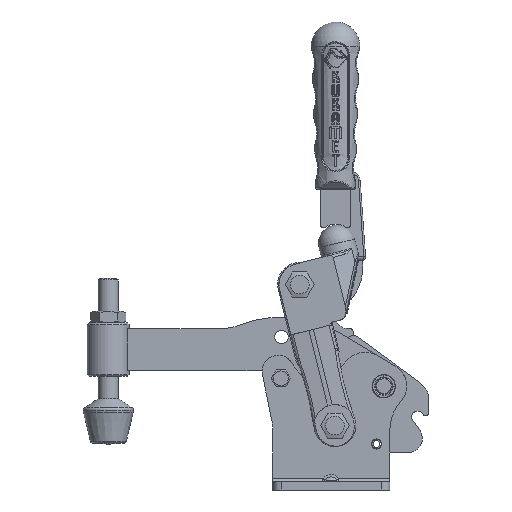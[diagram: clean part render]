
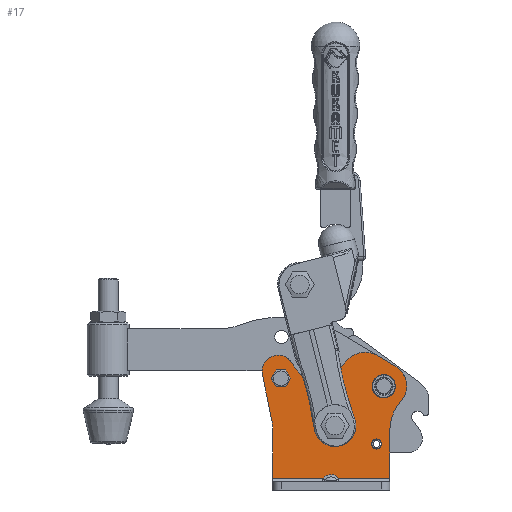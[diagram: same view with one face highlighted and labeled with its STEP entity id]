
A CAD part, front view. The second image highlights one B-rep face of the part: STEP entity #17.
In plain terms, the highlighted planar face has unit normal (0, -1, 0).
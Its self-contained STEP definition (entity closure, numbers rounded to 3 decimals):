
#17 = ADVANCED_FACE('',(#18,#139,#150,#161,#172),#222,.T.);
#18 = FACE_BOUND('',#19,.T.);
#19 = EDGE_LOOP('',(#20,#30,#39,#47,#55,#64,#73,#81,#90,#98,#107,#116,
    #124,#133));
#20 = ORIENTED_EDGE('',*,*,#21,.F.);
#21 = EDGE_CURVE('',#22,#24,#26,.T.);
#22 = VERTEX_POINT('',#23);
#23 = CARTESIAN_POINT('',(-713.666,-114.473,
    -44.));
#24 = VERTEX_POINT('',#25);
#25 = CARTESIAN_POINT('',(-743.633,-114.473,
    -44.));
#26 = LINE('',#27,#28);
#27 = CARTESIAN_POINT('',(-706.941,-114.473,
    -44.));
#28 = VECTOR('',#29,1.);
#29 = DIRECTION('',(-1.,0.,0.));
#30 = ORIENTED_EDGE('',*,*,#31,.T.);
#31 = EDGE_CURVE('',#22,#32,#34,.T.);
#32 = VERTEX_POINT('',#33);
#33 = CARTESIAN_POINT('',(-704.39,-114.473,
    -44.));
#34 = ELLIPSE('',#35,10.607,7.5);
#35 = AXIS2_PLACEMENT_3D('',#36,#37,#38);
#36 = CARTESIAN_POINT('',(-709.028,-114.473,
    -52.336));
#37 = DIRECTION('',(0.,1.,0.));
#38 = DIRECTION('',(0.,-0.,1.));
#39 = ORIENTED_EDGE('',*,*,#40,.F.);
#40 = EDGE_CURVE('',#41,#32,#43,.T.);
#41 = VERTEX_POINT('',#42);
#42 = CARTESIAN_POINT('',(-673.633,-114.473,
    -44.));
#43 = LINE('',#44,#45);
#44 = CARTESIAN_POINT('',(-706.941,-114.473,
    -44.));
#45 = VECTOR('',#46,1.);
#46 = DIRECTION('',(-1.,0.,0.));
#47 = ORIENTED_EDGE('',*,*,#48,.T.);
#48 = EDGE_CURVE('',#41,#49,#51,.T.);
#49 = VERTEX_POINT('',#50);
#50 = CARTESIAN_POINT('',(-673.633,-114.473,
    -14.933));
#51 = LINE('',#52,#53);
#52 = CARTESIAN_POINT('',(-673.633,-114.473,
    -2.467));
#53 = VECTOR('',#54,1.);
#54 = DIRECTION('',(0.,0.,1.));
#55 = ORIENTED_EDGE('',*,*,#56,.F.);
#56 = EDGE_CURVE('',#57,#49,#59,.T.);
#57 = VERTEX_POINT('',#58);
#58 = CARTESIAN_POINT('',(-667.143,-114.473,1.872
    ));
#59 = CIRCLE('',#60,25.);
#60 = AXIS2_PLACEMENT_3D('',#61,#62,#63);
#61 = CARTESIAN_POINT('',(-648.633,-114.473,
    -14.933));
#62 = DIRECTION('',(0.,-1.,0.));
#63 = DIRECTION('',(0.,0.,-1.));
#64 = ORIENTED_EDGE('',*,*,#65,.T.);
#65 = EDGE_CURVE('',#57,#66,#68,.T.);
#66 = VERTEX_POINT('',#67);
#67 = CARTESIAN_POINT('',(-670.241,-114.473,
    22.901));
#68 = CIRCLE('',#69,13.75);
#69 = AXIS2_PLACEMENT_3D('',#70,#71,#72);
#70 = CARTESIAN_POINT('',(-677.323,-114.473,
    11.115));
#71 = DIRECTION('',(0.,-1.,0.));
#72 = DIRECTION('',(0.,0.,-1.));
#73 = ORIENTED_EDGE('',*,*,#74,.T.);
#74 = EDGE_CURVE('',#66,#75,#77,.T.);
#75 = VERTEX_POINT('',#76);
#76 = CARTESIAN_POINT('',(-681.231,-114.473,
    29.504));
#77 = LINE('',#78,#79);
#78 = CARTESIAN_POINT('',(-670.241,-114.473,
    22.901));
#79 = VECTOR('',#80,1.);
#80 = DIRECTION('',(-0.857,0.,0.515));
#81 = ORIENTED_EDGE('',*,*,#82,.T.);
#82 = EDGE_CURVE('',#75,#83,#85,.T.);
#83 = VERTEX_POINT('',#84);
#84 = CARTESIAN_POINT('',(-698.341,-114.473,
    27.403));
#85 = CIRCLE('',#86,14.);
#86 = AXIS2_PLACEMENT_3D('',#87,#88,#89);
#87 = CARTESIAN_POINT('',(-688.442,-114.473,
    17.504));
#88 = DIRECTION('',(0.,-1.,0.));
#89 = DIRECTION('',(0.,0.,-1.));
#90 = ORIENTED_EDGE('',*,*,#91,.F.);
#91 = EDGE_CURVE('',#92,#83,#94,.T.);
#92 = VERTEX_POINT('',#93);
#93 = CARTESIAN_POINT('',(-706.163,-114.473,19.581
    ));
#94 = LINE('',#95,#96);
#95 = CARTESIAN_POINT('',(-706.163,-114.473,19.581
    ));
#96 = VECTOR('',#97,1.);
#97 = DIRECTION('',(0.707,0.,0.707));
#98 = ORIENTED_EDGE('',*,*,#99,.F.);
#99 = EDGE_CURVE('',#100,#92,#102,.T.);
#100 = VERTEX_POINT('',#101);
#101 = CARTESIAN_POINT('',(-731.555,-114.473,
    24.021));
#102 = CIRCLE('',#103,15.75);
#103 = AXIS2_PLACEMENT_3D('',#104,#105,#106);
#104 = CARTESIAN_POINT('',(-717.3,-114.473,
    30.718));
#105 = DIRECTION('',(0.,-1.,0.));
#106 = DIRECTION('',(0.,0.,-1.));
#107 = ORIENTED_EDGE('',*,*,#108,.T.);
#108 = EDGE_CURVE('',#100,#109,#111,.T.);
#109 = VERTEX_POINT('',#110);
#110 = CARTESIAN_POINT('',(-749.925,-114.473,
    17.889));
#111 = CIRCLE('',#112,9.75);
#112 = AXIS2_PLACEMENT_3D('',#113,#114,#115);
#113 = CARTESIAN_POINT('',(-740.38,-114.473,
    19.874));
#114 = DIRECTION('',(0.,-1.,0.));
#115 = DIRECTION('',(0.,0.,-1.));
#116 = ORIENTED_EDGE('',*,*,#117,.F.);
#117 = EDGE_CURVE('',#118,#109,#120,.T.);
#118 = VERTEX_POINT('',#119);
#119 = CARTESIAN_POINT('',(-744.157,-114.473,
    -9.842));
#120 = LINE('',#121,#122);
#121 = CARTESIAN_POINT('',(-744.157,-114.473,
    -9.842));
#122 = VECTOR('',#123,1.);
#123 = DIRECTION('',(-0.204,0.,0.979));
#124 = ORIENTED_EDGE('',*,*,#125,.F.);
#125 = EDGE_CURVE('',#126,#118,#128,.T.);
#126 = VERTEX_POINT('',#127);
#127 = CARTESIAN_POINT('',(-743.633,-114.473,
    -14.933));
#128 = CIRCLE('',#129,25.);
#129 = AXIS2_PLACEMENT_3D('',#130,#131,#132);
#130 = CARTESIAN_POINT('',(-768.633,-114.473,
    -14.933));
#131 = DIRECTION('',(0.,-1.,0.));
#132 = DIRECTION('',(0.,0.,-1.));
#133 = ORIENTED_EDGE('',*,*,#134,.T.);
#134 = EDGE_CURVE('',#126,#24,#135,.T.);
#135 = LINE('',#136,#137);
#136 = CARTESIAN_POINT('',(-743.633,-114.473,
    -2.467));
#137 = VECTOR('',#138,1.);
#138 = DIRECTION('',(0.,0.,-1.));
#139 = FACE_BOUND('',#140,.T.);
#140 = EDGE_LOOP('',(#141));
#141 = ORIENTED_EDGE('',*,*,#142,.F.);
#142 = EDGE_CURVE('',#143,#143,#145,.T.);
#143 = VERTEX_POINT('',#144);
#144 = CARTESIAN_POINT('',(-677.323,-114.473,
    4.115));
#145 = CIRCLE('',#146,7.);
#146 = AXIS2_PLACEMENT_3D('',#147,#148,#149);
#147 = CARTESIAN_POINT('',(-677.323,-114.473,
    11.115));
#148 = DIRECTION('',(0.,-1.,0.));
#149 = DIRECTION('',(0.,0.,-1.));
#150 = FACE_BOUND('',#151,.T.);
#151 = EDGE_LOOP('',(#152));
#152 = ORIENTED_EDGE('',*,*,#153,.F.);
#153 = EDGE_CURVE('',#154,#154,#156,.T.);
#154 = VERTEX_POINT('',#155);
#155 = CARTESIAN_POINT('',(-706.535,-114.473,
    -19.46));
#156 = CIRCLE('',#157,7.);
#157 = AXIS2_PLACEMENT_3D('',#158,#159,#160);
#158 = CARTESIAN_POINT('',(-706.535,-114.473,
    -12.46));
#159 = DIRECTION('',(0.,-1.,0.));
#160 = DIRECTION('',(0.,0.,-1.));
#161 = FACE_BOUND('',#162,.T.);
#162 = EDGE_LOOP('',(#163));
#163 = ORIENTED_EDGE('',*,*,#164,.F.);
#164 = EDGE_CURVE('',#165,#165,#167,.T.);
#165 = VERTEX_POINT('',#166);
#166 = CARTESIAN_POINT('',(-681.633,-114.473,
    -26.471));
#167 = CIRCLE('',#168,3.);
#168 = AXIS2_PLACEMENT_3D('',#169,#170,#171);
#169 = CARTESIAN_POINT('',(-681.633,-114.473,
    -23.471));
#170 = DIRECTION('',(0.,-1.,0.));
#171 = DIRECTION('',(0.,0.,-1.));
#172 = FACE_BOUND('',#173,.T.);
#173 = EDGE_LOOP('',(#174,#184,#192,#200,#208,#216));
#174 = ORIENTED_EDGE('',*,*,#175,.F.);
#175 = EDGE_CURVE('',#176,#178,#180,.T.);
#176 = VERTEX_POINT('',#177);
#177 = CARTESIAN_POINT('',(-735.974,-114.473,
    10.824));
#178 = VERTEX_POINT('',#179);
#179 = CARTESIAN_POINT('',(-733.087,-114.473,
    15.824));
#180 = LINE('',#181,#182);
#181 = CARTESIAN_POINT('',(-735.974,-114.473,
    10.824));
#182 = VECTOR('',#183,1.);
#183 = DIRECTION('',(0.5,0.,0.866));
#184 = ORIENTED_EDGE('',*,*,#185,.F.);
#185 = EDGE_CURVE('',#186,#176,#188,.T.);
#186 = VERTEX_POINT('',#187);
#187 = CARTESIAN_POINT('',(-741.747,-114.473,
    10.824));
#188 = LINE('',#189,#190);
#189 = CARTESIAN_POINT('',(-741.747,-114.473,
    10.824));
#190 = VECTOR('',#191,1.);
#191 = DIRECTION('',(1.,0.,0.));
#192 = ORIENTED_EDGE('',*,*,#193,.F.);
#193 = EDGE_CURVE('',#194,#186,#196,.T.);
#194 = VERTEX_POINT('',#195);
#195 = CARTESIAN_POINT('',(-744.634,-114.473,
    15.824));
#196 = LINE('',#197,#198);
#197 = CARTESIAN_POINT('',(-744.634,-114.473,
    15.824));
#198 = VECTOR('',#199,1.);
#199 = DIRECTION('',(0.5,0.,-0.866));
#200 = ORIENTED_EDGE('',*,*,#201,.F.);
#201 = EDGE_CURVE('',#202,#194,#204,.T.);
#202 = VERTEX_POINT('',#203);
#203 = CARTESIAN_POINT('',(-741.747,-114.473,
    20.824));
#204 = LINE('',#205,#206);
#205 = CARTESIAN_POINT('',(-741.747,-114.473,
    20.824));
#206 = VECTOR('',#207,1.);
#207 = DIRECTION('',(-0.5,0.,-0.866));
#208 = ORIENTED_EDGE('',*,*,#209,.F.);
#209 = EDGE_CURVE('',#210,#202,#212,.T.);
#210 = VERTEX_POINT('',#211);
#211 = CARTESIAN_POINT('',(-735.974,-114.473,
    20.824));
#212 = LINE('',#213,#214);
#213 = CARTESIAN_POINT('',(-735.974,-114.473,
    20.824));
#214 = VECTOR('',#215,1.);
#215 = DIRECTION('',(-1.,0.,0.));
#216 = ORIENTED_EDGE('',*,*,#217,.F.);
#217 = EDGE_CURVE('',#178,#210,#218,.T.);
#218 = LINE('',#219,#220);
#219 = CARTESIAN_POINT('',(-733.087,-114.473,
    15.824));
#220 = VECTOR('',#221,1.);
#221 = DIRECTION('',(-0.5,0.,0.866));
#222 = PLANE('',#223);
#223 = AXIS2_PLACEMENT_3D('',#224,#225,#226);
#224 = CARTESIAN_POINT('',(-706.941,-114.473,
    -2.467));
#225 = DIRECTION('',(0.,-1.,0.));
#226 = DIRECTION('',(0.,0.,-1.));
